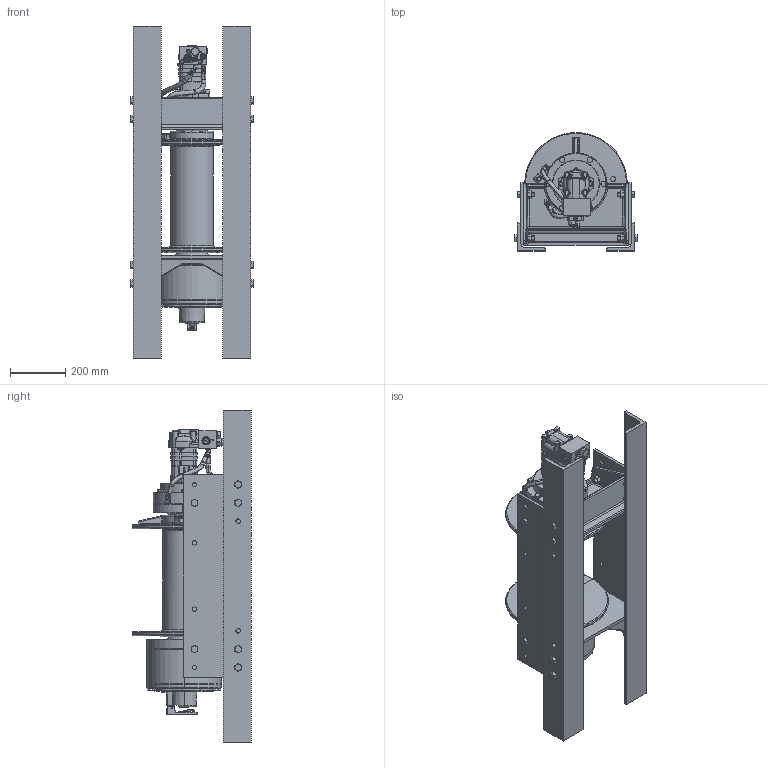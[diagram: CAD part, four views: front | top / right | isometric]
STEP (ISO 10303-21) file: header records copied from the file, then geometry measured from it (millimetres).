
FILE_DESCRIPTION((''),'2;1');
FILE_NAME('TWG-TEMP','2020-10-19T02:17:24',('Administrator'),(''),'CREO PARAMETRIC BY PTC INC, 2019292','CREO PARAMETRIC BY PTC INC, 2019292','');
FILE_SCHEMA(('AUTOMOTIVE_DESIGN { 1 0 10303 214 1 1 1 1 }'));
Products named in the file (1): TWG-TEMP
Bounding box: 449.99 x 431.01 x 1206.5 mm (x, y, z)
Surface area: 3463922.1 mm2 (no closed solid volume)
Topology: 0 solids, 208 shells, 2228 faces, 7849 edges, 5633 vertices
Faces by surface type: plane 845, cylinder 567, torus 401, bspline 184, cone 181, sphere 49, extrusion 1
Entity records: 124436 total; most frequent: CARTESIAN_POINT 47394, ORIENTED_EDGE 12341, DIRECTION 11044, EDGE_CURVE 7759, VERTEX_POINT 5633, AXIS2_PLACEMENT_3D 3935, VECTOR 3171, LINE 3170
